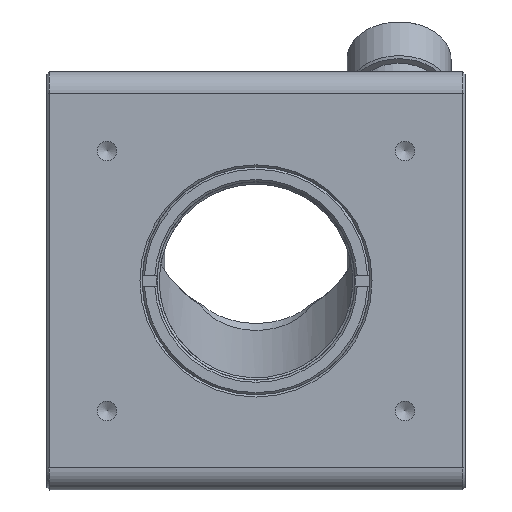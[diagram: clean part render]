
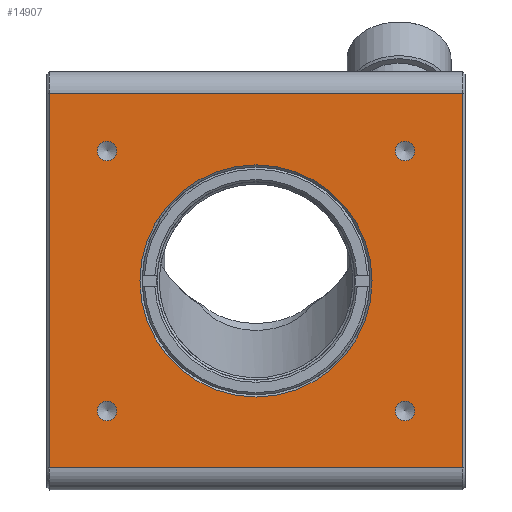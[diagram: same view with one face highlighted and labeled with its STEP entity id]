
A CAD part, left-side view. The second image highlights one B-rep face of the part: STEP entity #14907.
In plain terms, the highlighted planar face has unit normal (-1, 0, 0).
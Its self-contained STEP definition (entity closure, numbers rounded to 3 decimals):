
#72 = DIRECTION ( 'NONE',  ( 0., 0., 1. ) ) ;
#295 = VECTOR ( 'NONE', #10831, 1000. ) ;
#593 = EDGE_LOOP ( 'NONE', ( #20109 ) ) ;
#1365 = ORIENTED_EDGE ( 'NONE', *, *, #12009, .F. ) ;
#1718 = EDGE_CURVE ( 'NONE', #6155, #21099, #4549, .T. ) ;
#1748 = VECTOR ( 'NONE', #17416, 1000. ) ;
#2484 = FACE_BOUND ( 'NONE', #13455, .T. ) ;
#2649 = CARTESIAN_POINT ( 'NONE',  ( -23.922, -20.777, -24.338 ) ) ;
#2685 = VERTEX_POINT ( 'NONE', #17450 ) ;
#2959 = CARTESIAN_POINT ( 'NONE',  ( -23.922, -14.095, -14.077 ) ) ;
#3188 = CARTESIAN_POINT ( 'NONE',  ( -23.922, -14.095, 15.923 ) ) ;
#3558 = CARTESIAN_POINT ( 'NONE',  ( -23.922, -20.777, 21.382 ) ) ;
#3734 = LINE ( 'NONE', #11094, #4107 ) ;
#3904 = EDGE_LOOP ( 'NONE', ( #1365 ) ) ;
#4035 = CARTESIAN_POINT ( 'NONE',  ( -23.922, 3.099, -0.208 ) ) ;
#4107 = VECTOR ( 'NONE', #72, 1000. ) ;
#4549 = LINE ( 'NONE', #17123, #21562 ) ;
#5300 = AXIS2_PLACEMENT_3D ( 'NONE', #7826, #17267, #22847 ) ;
#5591 = CARTESIAN_POINT ( 'NONE',  ( -23.922, -20.777, -21.798 ) ) ;
#6155 = VERTEX_POINT ( 'NONE', #5591 ) ;
#6235 = DIRECTION ( 'NONE',  ( 0., 1., 0. ) ) ;
#6244 = PLANE ( 'NONE',  #14735 ) ;
#7416 = ORIENTED_EDGE ( 'NONE', *, *, #19269, .F. ) ;
#7628 = AXIS2_PLACEMENT_3D ( 'NONE', #8816, #16194, #14140 ) ;
#7826 = CARTESIAN_POINT ( 'NONE',  ( -23.922, -14.095, -15.208 ) ) ;
#8066 = FACE_BOUND ( 'NONE', #11523, .T. ) ;
#8342 = ORIENTED_EDGE ( 'NONE', *, *, #13144, .F. ) ;
#8473 = EDGE_CURVE ( 'NONE', #16379, #6155, #10025, .T. ) ;
#8658 = CIRCLE ( 'NONE', #19865, 1.13 ) ;
#8806 = CIRCLE ( 'NONE', #22763, 1.13 ) ;
#8816 = CARTESIAN_POINT ( 'NONE',  ( -23.922, -14.095, 14.792 ) ) ;
#8884 = VERTEX_POINT ( 'NONE', #21379 ) ;
#9120 = CIRCLE ( 'NONE', #22684, 13.399 ) ;
#9867 = ORIENTED_EDGE ( 'NONE', *, *, #12316, .F. ) ;
#9983 = DIRECTION ( 'NONE',  ( 1., 0., 0. ) ) ;
#10025 = LINE ( 'NONE', #2649, #1748 ) ;
#10532 = VERTEX_POINT ( 'NONE', #17923 ) ;
#10831 = DIRECTION ( 'NONE',  ( 0., -1., 0. ) ) ;
#11094 = CARTESIAN_POINT ( 'NONE',  ( -23.922, 26.975, -24.338 ) ) ;
#11376 = EDGE_CURVE ( 'NONE', #21714, #21714, #9120, .T. ) ;
#11396 = DIRECTION ( 'NONE',  ( 0., -1., 0. ) ) ;
#11448 = CIRCLE ( 'NONE', #7628, 1.13 ) ;
#11523 = EDGE_LOOP ( 'NONE', ( #9867 ) ) ;
#12009 = EDGE_CURVE ( 'NONE', #12139, #12139, #19969, .T. ) ;
#12139 = VERTEX_POINT ( 'NONE', #2959 ) ;
#12316 = EDGE_CURVE ( 'NONE', #17838, #17838, #11448, .T. ) ;
#13144 = EDGE_CURVE ( 'NONE', #8884, #16379, #16167, .T. ) ;
#13296 = ORIENTED_EDGE ( 'NONE', *, *, #21824, .F. ) ;
#13340 = DIRECTION ( 'NONE',  ( -1., 0., 0. ) ) ;
#13436 = DIRECTION ( 'NONE',  ( 0., 0., 1. ) ) ;
#13455 = EDGE_LOOP ( 'NONE', ( #7416 ) ) ;
#13949 = DIRECTION ( 'NONE',  ( 0., 0., 1. ) ) ;
#14140 = DIRECTION ( 'NONE',  ( 0., 0., 1. ) ) ;
#14303 = CARTESIAN_POINT ( 'NONE',  ( -23.922, 20.293, 14.792 ) ) ;
#14631 = DIRECTION ( 'NONE',  ( -1., 0., 0. ) ) ;
#14692 = CARTESIAN_POINT ( 'NONE',  ( -23.922, -21.031, 21.382 ) ) ;
#14735 = AXIS2_PLACEMENT_3D ( 'NONE', #19194, #9983, #16896 ) ;
#14907 = ADVANCED_FACE ( 'NONE', ( #2484, #22599, #17258, #8066, #15429, #22841 ), #6244, .F. ) ;
#15429 = FACE_BOUND ( 'NONE', #3904, .T. ) ;
#16002 = DIRECTION ( 'NONE',  ( -1., 0., 0. ) ) ;
#16135 = CARTESIAN_POINT ( 'NONE',  ( -23.922, -10.299, -0.208 ) ) ;
#16167 = LINE ( 'NONE', #14692, #295 ) ;
#16194 = DIRECTION ( 'NONE',  ( -1., 0., 0. ) ) ;
#16379 = VERTEX_POINT ( 'NONE', #3558 ) ;
#16896 = DIRECTION ( 'NONE',  ( 0., 0., -1. ) ) ;
#17123 = CARTESIAN_POINT ( 'NONE',  ( -23.922, -21.031, -21.798 ) ) ;
#17258 = FACE_OUTER_BOUND ( 'NONE', #21026, .T. ) ;
#17267 = DIRECTION ( 'NONE',  ( -1., 0., 0. ) ) ;
#17416 = DIRECTION ( 'NONE',  ( 0., 0., -1. ) ) ;
#17450 = CARTESIAN_POINT ( 'NONE',  ( -23.922, 20.293, 15.923 ) ) ;
#17838 = VERTEX_POINT ( 'NONE', #3188 ) ;
#17923 = CARTESIAN_POINT ( 'NONE',  ( -23.922, 20.293, -14.077 ) ) ;
#18276 = CARTESIAN_POINT ( 'NONE',  ( -23.922, 20.293, -15.208 ) ) ;
#18515 = ORIENTED_EDGE ( 'NONE', *, *, #1718, .F. ) ;
#18963 = ORIENTED_EDGE ( 'NONE', *, *, #8473, .F. ) ;
#19194 = CARTESIAN_POINT ( 'NONE',  ( -23.922, -21.031, -24.338 ) ) ;
#19269 = EDGE_CURVE ( 'NONE', #2685, #2685, #8806, .T. ) ;
#19381 = EDGE_LOOP ( 'NONE', ( #13296 ) ) ;
#19865 = AXIS2_PLACEMENT_3D ( 'NONE', #18276, #14631, #13436 ) ;
#19969 = CIRCLE ( 'NONE', #5300, 1.13 ) ;
#20027 = CARTESIAN_POINT ( 'NONE',  ( -23.922, 26.975, -21.798 ) ) ;
#20109 = ORIENTED_EDGE ( 'NONE', *, *, #11376, .F. ) ;
#21026 = EDGE_LOOP ( 'NONE', ( #8342, #22511, #18515, #18963 ) ) ;
#21099 = VERTEX_POINT ( 'NONE', #20027 ) ;
#21379 = CARTESIAN_POINT ( 'NONE',  ( -23.922, 26.975, 21.382 ) ) ;
#21562 = VECTOR ( 'NONE', #6235, 1000. ) ;
#21714 = VERTEX_POINT ( 'NONE', #16135 ) ;
#21824 = EDGE_CURVE ( 'NONE', #10532, #10532, #8658, .T. ) ;
#22511 = ORIENTED_EDGE ( 'NONE', *, *, #22866, .F. ) ;
#22599 = FACE_BOUND ( 'NONE', #593, .T. ) ;
#22684 = AXIS2_PLACEMENT_3D ( 'NONE', #4035, #13340, #11396 ) ;
#22763 = AXIS2_PLACEMENT_3D ( 'NONE', #14303, #16002, #13949 ) ;
#22841 = FACE_BOUND ( 'NONE', #19381, .T. ) ;
#22847 = DIRECTION ( 'NONE',  ( 0., 0., 1. ) ) ;
#22866 = EDGE_CURVE ( 'NONE', #21099, #8884, #3734, .T. ) ;
